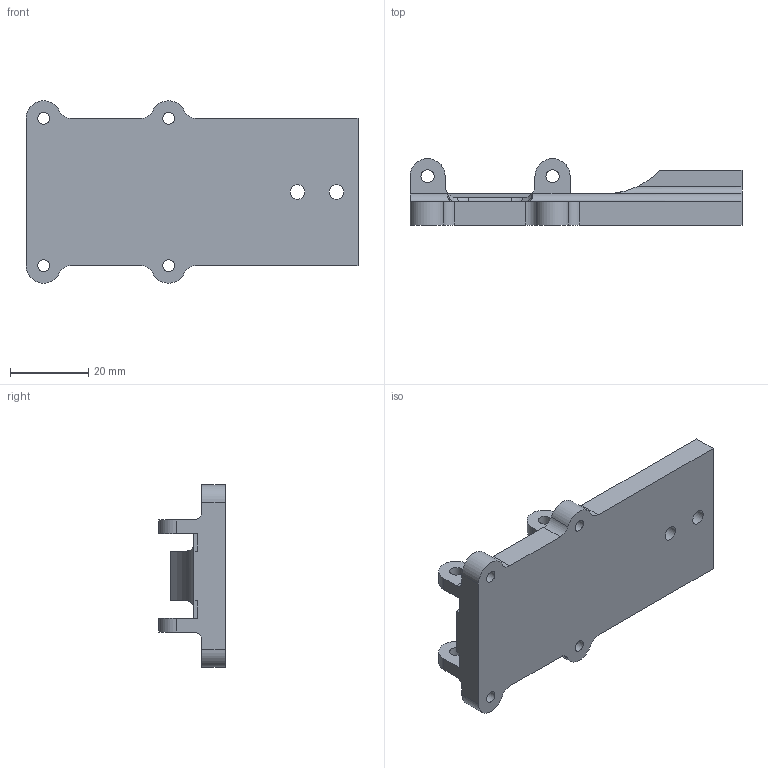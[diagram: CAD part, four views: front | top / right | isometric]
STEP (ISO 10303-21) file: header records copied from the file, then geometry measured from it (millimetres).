
FILE_DESCRIPTION(/* description */ (''),/* implementation_level */ '2;1');
FILE_NAME(/* name */ 'TSF-BasePlate.stp',/* time_stamp */ '2024-08-09T10:28:03+01:00',/* author */ ('thiba'),/* organization */ (''),/* preprocessor_version */ 'ST-DEVELOPER v20',/* originating_system */ 'Autodesk Inventor 2025',/* authorisation */ '');
FILE_SCHEMA (('AUTOMOTIVE_DESIGN { 1 0 10303 214 3 1 1 }'));
Length unit declared in the file: millimetre
Products named in the file (1): TSF-BasePlate
Bounding box: 85 x 17 x 46.7 mm (x, y, z)
Volume: 26786.7 mm3; surface area: 10315.2 mm2
Topology: 1 solids, 1 shells, 94 faces, 258 edges, 166 vertices
Faces by surface type: cylinder 45, plane 37, torus 8, bspline 4
Full cylindrical faces by diameter (mm): 3 x4, 3.4 x4, 3.8 x2
Entity records: 3312 total; most frequent: CARTESIAN_POINT 810, ORIENTED_EDGE 516, DIRECTION 514, EDGE_CURVE 258, AXIS2_PLACEMENT_3D 187, VERTEX_POINT 166, LINE 140, VECTOR 140
